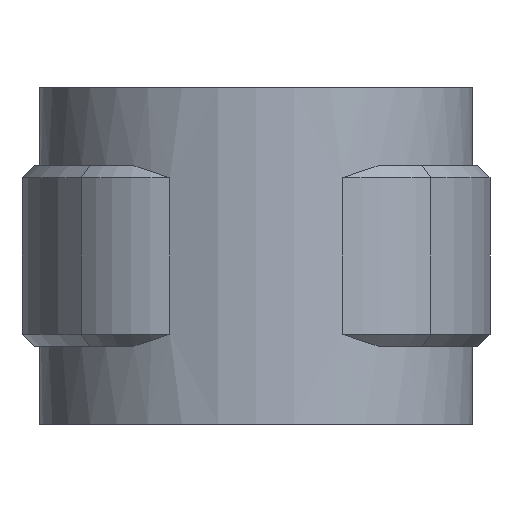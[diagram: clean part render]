
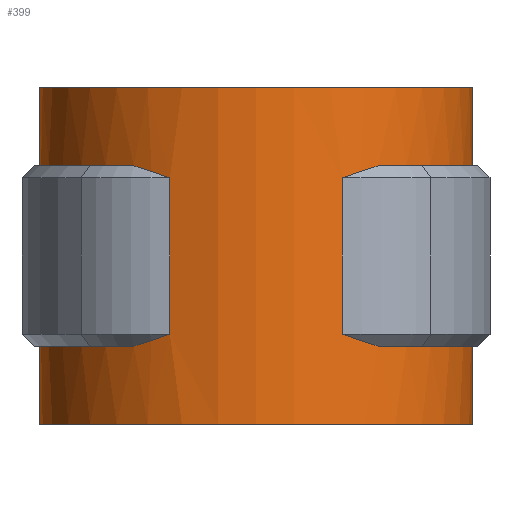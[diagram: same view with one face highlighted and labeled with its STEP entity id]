
A CAD part, front view. The second image highlights one B-rep face of the part: STEP entity #399.
In plain terms, the highlighted cylindrical face has radius 18.035 mm (diameter 36.07 mm), a partial arc.
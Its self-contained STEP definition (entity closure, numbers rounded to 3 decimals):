
#399 = ADVANCED_FACE( '', ( #683 ), #684, .T. );
#683 = FACE_OUTER_BOUND( '', #1525, .T. );
#684 = CYLINDRICAL_SURFACE( '', #1526, 18.035 );
#1525 = EDGE_LOOP( '', ( #3554, #3555, #3556, #3557, #3558, #3559, #3560, #3561, #3562, #3563, #3564, #3565, #3566, #3567, #3568, #3569 ) );
#1526 = AXIS2_PLACEMENT_3D( '', #3570, #3571, #3572 );
#3554 = ORIENTED_EDGE( '', *, *, #4616, .F. );
#3555 = ORIENTED_EDGE( '', *, *, #4617, .T. );
#3556 = ORIENTED_EDGE( '', *, *, #4618, .T. );
#3557 = ORIENTED_EDGE( '', *, *, #4619, .T. );
#3558 = ORIENTED_EDGE( '', *, *, #4620, .T. );
#3559 = ORIENTED_EDGE( '', *, *, #4609, .T. );
#3560 = ORIENTED_EDGE( '', *, *, #4600, .T. );
#3561 = ORIENTED_EDGE( '', *, *, #4469, .F. );
#3562 = ORIENTED_EDGE( '', *, *, #4621, .T. );
#3563 = ORIENTED_EDGE( '', *, *, #4622, .T. );
#3564 = ORIENTED_EDGE( '', *, *, #4623, .T. );
#3565 = ORIENTED_EDGE( '', *, *, #4624, .T. );
#3566 = ORIENTED_EDGE( '', *, *, #4625, .F. );
#3567 = ORIENTED_EDGE( '', *, *, #4463, .F. );
#3568 = ORIENTED_EDGE( '', *, *, #4461, .F. );
#3569 = ORIENTED_EDGE( '', *, *, #4615, .T. );
#3570 = CARTESIAN_POINT( '', ( 0., 0., -26.5 ) );
#3571 = DIRECTION( '', ( 0., 0., -1. ) );
#3572 = DIRECTION( '', ( 0., -1., 0. ) );
#4461 = EDGE_CURVE( '', #5057, #5040, #5059, .T. );
#4463 = EDGE_CURVE( '', #5040, #5062, #5063, .T. );
#4469 = EDGE_CURVE( '', #5072, #5074, #5075, .T. );
#4600 = EDGE_CURVE( '', #5295, #5074, #5296, .T. );
#4609 = EDGE_CURVE( '', #5311, #5295, #5312, .T. );
#4615 = EDGE_CURVE( '', #5057, #5321, #5323, .T. );
#4616 = EDGE_CURVE( '', #5324, #5321, #5325, .T. );
#4617 = EDGE_CURVE( '', #5324, #5326, #5327, .T. );
#4618 = EDGE_CURVE( '', #5326, #5328, #5329, .T. );
#4619 = EDGE_CURVE( '', #5328, #5330, #5331, .T. );
#4620 = EDGE_CURVE( '', #5330, #5311, #5332, .T. );
#4621 = EDGE_CURVE( '', #5072, #5333, #5334, .T. );
#4622 = EDGE_CURVE( '', #5333, #5335, #5336, .T. );
#4623 = EDGE_CURVE( '', #5335, #5337, #5338, .F. );
#4624 = EDGE_CURVE( '', #5337, #5339, #5340, .T. );
#4625 = EDGE_CURVE( '', #5062, #5339, #5341, .T. );
#5040 = VERTEX_POINT( '', #6590 );
#5057 = VERTEX_POINT( '', #6612 );
#5059 = CIRCLE( '', #6615, 18.035 );
#5062 = VERTEX_POINT( '', #6619 );
#5063 = LINE( '', #6620, #6621 );
#5072 = VERTEX_POINT( '', #6638 );
#5074 = VERTEX_POINT( '', #6641 );
#5075 = LINE( '', #6642, #6643 );
#5295 = VERTEX_POINT( '', #7593 );
#5296 = CIRCLE( '', #7594, 18.035 );
#5311 = VERTEX_POINT( '', #7614 );
#5312 = LINE( '', #7615, #7616 );
#5321 = VERTEX_POINT( '', #7633 );
#5323 = LINE( '', #7636, #7637 );
#5324 = VERTEX_POINT( '', #7638 );
#5325 = CIRCLE( '', #7639, 18.035 );
#5326 = VERTEX_POINT( '', #7640 );
#5327 = B_SPLINE_CURVE_WITH_KNOTS( '', 3, ( #7641, #7642, #7643, #7644 ), .UNSPECIFIED., .F., .F., ( 4, 4 ), ( 0., 0.004 ), .UNSPECIFIED. );
#5328 = VERTEX_POINT( '', #7645 );
#5329 = LINE( '', #7646, #7647 );
#5330 = VERTEX_POINT( '', #7648 );
#5331 = B_SPLINE_CURVE_WITH_KNOTS( '', 3, ( #7649, #7650, #7651, #7652 ), .UNSPECIFIED., .F., .F., ( 4, 4 ), ( 0., 0.004 ), .UNSPECIFIED. );
#5332 = CIRCLE( '', #7653, 18.035 );
#5333 = VERTEX_POINT( '', #7654 );
#5334 = CIRCLE( '', #7655, 18.035 );
#5335 = VERTEX_POINT( '', #7656 );
#5336 = B_SPLINE_CURVE_WITH_KNOTS( '', 3, ( #7657, #7658, #7659, #7660 ), .UNSPECIFIED., .F., .F., ( 4, 4 ), ( 0., 0.004 ), .UNSPECIFIED. );
#5337 = VERTEX_POINT( '', #7661 );
#5338 = LINE( '', #7662, #7663 );
#5339 = VERTEX_POINT( '', #7664 );
#5340 = B_SPLINE_CURVE_WITH_KNOTS( '', 3, ( #7665, #7666, #7667, #7668 ), .UNSPECIFIED., .F., .F., ( 4, 4 ), ( 0., 0.004 ), .UNSPECIFIED. );
#5341 = CIRCLE( '', #7669, 18.035 );
#6590 = CARTESIAN_POINT( '', ( -6.1, 16.972, -26.5 ) );
#6612 = CARTESIAN_POINT( '', ( 6.1, 16.972, -26.5 ) );
#6615 = AXIS2_PLACEMENT_3D( '', #8341, #8342, #8343 );
#6619 = CARTESIAN_POINT( '', ( -6.1, 16.972, -20. ) );
#6620 = CARTESIAN_POINT( '', ( -6.1, 16.972, -26.5 ) );
#6621 = VECTOR( '', #8345, 1000. );
#6638 = CARTESIAN_POINT( '', ( -6.1, 16.972, -5. ) );
#6641 = CARTESIAN_POINT( '', ( -6.1, 16.972, 1.5 ) );
#6642 = CARTESIAN_POINT( '', ( -6.1, 16.972, -26.5 ) );
#6643 = VECTOR( '', #8349, 1000. );
#7593 = CARTESIAN_POINT( '', ( 6.1, 16.972, 1.5 ) );
#7594 = AXIS2_PLACEMENT_3D( '', #8480, #8481, #8482 );
#7614 = CARTESIAN_POINT( '', ( 6.1, 16.972, -5. ) );
#7615 = CARTESIAN_POINT( '', ( 6.1, 16.972, -26.5 ) );
#7616 = VECTOR( '', #8497, 1000. );
#7633 = CARTESIAN_POINT( '', ( 6.1, 16.972, -20. ) );
#7636 = CARTESIAN_POINT( '', ( 6.1, 16.972, -26.5 ) );
#7637 = VECTOR( '', #8501, 1000. );
#7638 = CARTESIAN_POINT( '', ( 10.17, -14.894, -20. ) );
#7639 = AXIS2_PLACEMENT_3D( '', #8502, #8503, #8504 );
#7640 = CARTESIAN_POINT( '', ( 7.172, -16.547, -19. ) );
#7641 = CARTESIAN_POINT( '', ( 10.17, -14.894, -20. ) );
#7642 = CARTESIAN_POINT( '', ( 9.206, -15.553, -19.74 ) );
#7643 = CARTESIAN_POINT( '', ( 8.207, -16.099, -19.398 ) );
#7644 = CARTESIAN_POINT( '', ( 7.172, -16.547, -19. ) );
#7645 = CARTESIAN_POINT( '', ( 7.172, -16.547, -6. ) );
#7646 = CARTESIAN_POINT( '', ( 7.172, -16.547, -12.5 ) );
#7647 = VECTOR( '', #8505, 1000. );
#7648 = CARTESIAN_POINT( '', ( 10.17, -14.894, -5. ) );
#7649 = CARTESIAN_POINT( '', ( 7.172, -16.547, -6. ) );
#7650 = CARTESIAN_POINT( '', ( 8.207, -16.099, -5.602 ) );
#7651 = CARTESIAN_POINT( '', ( 9.206, -15.553, -5.26 ) );
#7652 = CARTESIAN_POINT( '', ( 10.17, -14.894, -5. ) );
#7653 = AXIS2_PLACEMENT_3D( '', #8506, #8507, #8508 );
#7654 = CARTESIAN_POINT( '', ( -10.17, -14.894, -5. ) );
#7655 = AXIS2_PLACEMENT_3D( '', #8509, #8510, #8511 );
#7656 = CARTESIAN_POINT( '', ( -7.172, -16.547, -6. ) );
#7657 = CARTESIAN_POINT( '', ( -10.17, -14.894, -5. ) );
#7658 = CARTESIAN_POINT( '', ( -9.206, -15.553, -5.26 ) );
#7659 = CARTESIAN_POINT( '', ( -8.207, -16.099, -5.602 ) );
#7660 = CARTESIAN_POINT( '', ( -7.172, -16.547, -6. ) );
#7661 = CARTESIAN_POINT( '', ( -7.172, -16.547, -19. ) );
#7662 = CARTESIAN_POINT( '', ( -7.172, -16.547, -12.5 ) );
#7663 = VECTOR( '', #8512, 1000. );
#7664 = CARTESIAN_POINT( '', ( -10.17, -14.894, -20. ) );
#7665 = CARTESIAN_POINT( '', ( -7.172, -16.547, -19. ) );
#7666 = CARTESIAN_POINT( '', ( -8.207, -16.099, -19.398 ) );
#7667 = CARTESIAN_POINT( '', ( -9.206, -15.553, -19.74 ) );
#7668 = CARTESIAN_POINT( '', ( -10.17, -14.894, -20. ) );
#7669 = AXIS2_PLACEMENT_3D( '', #8513, #8514, #8515 );
#8341 = CARTESIAN_POINT( '', ( 0., 0., -26.5 ) );
#8342 = DIRECTION( '', ( 0., 0., -1. ) );
#8343 = DIRECTION( '', ( 1., 0., 0. ) );
#8345 = DIRECTION( '', ( 0., 0., 1. ) );
#8349 = DIRECTION( '', ( 0., 0., 1. ) );
#8480 = CARTESIAN_POINT( '', ( 0., 0., 1.5 ) );
#8481 = DIRECTION( '', ( 0., 0., -1. ) );
#8482 = DIRECTION( '', ( 1., 0., 0. ) );
#8497 = DIRECTION( '', ( 0., 0., 1. ) );
#8501 = DIRECTION( '', ( 0., 0., 1. ) );
#8502 = CARTESIAN_POINT( '', ( 0., 0., -20. ) );
#8503 = DIRECTION( '', ( 0., 0., 1. ) );
#8504 = DIRECTION( '', ( 1., 0., 0. ) );
#8505 = DIRECTION( '', ( 0., 0., 1. ) );
#8506 = CARTESIAN_POINT( '', ( 0., 0., -5. ) );
#8507 = DIRECTION( '', ( 0., 0., 1. ) );
#8508 = DIRECTION( '', ( 1., 0., 0. ) );
#8509 = CARTESIAN_POINT( '', ( 0., 0., -5. ) );
#8510 = DIRECTION( '', ( 0., 0., 1. ) );
#8511 = DIRECTION( '', ( 1., 0., 0. ) );
#8512 = DIRECTION( '', ( 0., 0., 1. ) );
#8513 = CARTESIAN_POINT( '', ( 0., 0., -20. ) );
#8514 = DIRECTION( '', ( 0., 0., 1. ) );
#8515 = DIRECTION( '', ( 1., 0., 0. ) );
